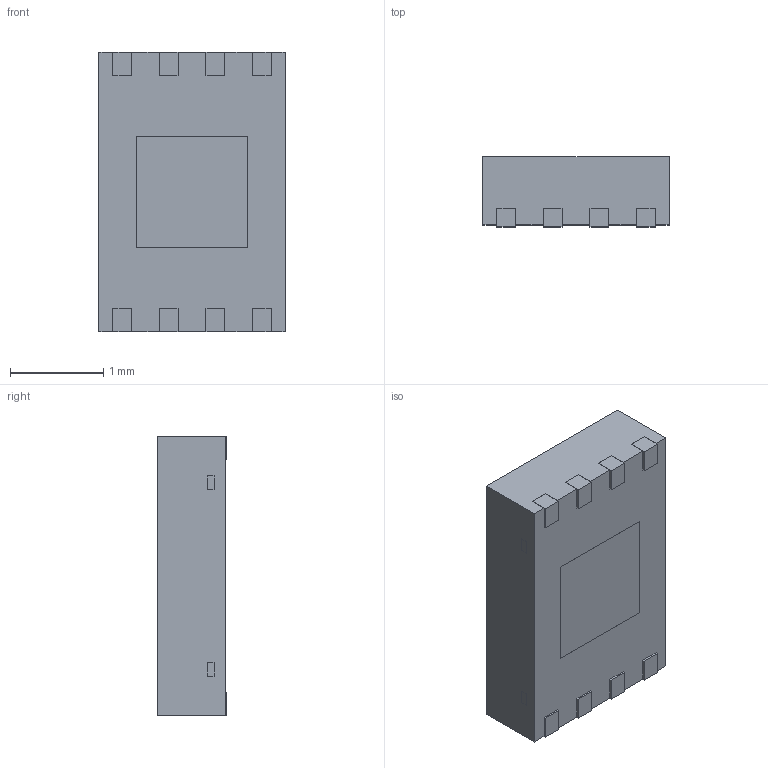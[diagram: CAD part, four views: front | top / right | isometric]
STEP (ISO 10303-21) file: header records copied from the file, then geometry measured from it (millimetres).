
FILE_DESCRIPTION (( 'STEP AP214' ), '1' );
FILE_NAME ('User Library-8-TDFN (2x3.STEP', '2018-11-19T11:59:18', ( '' ), ( '' ), 'SwSTEP 2.0', 'SolidWorks 2018', '' );
FILE_SCHEMA (( 'AUTOMOTIVE_DESIGN' ));
Length unit declared in the file: millimetre
Products named in the file (1): User Library-8-TDFN (2x3
Bounding box: 2 x 0.75 x 3 mm (x, y, z)
Volume: 4.4 mm3; surface area: 19.5 mm2
Topology: 1 solids, 1 shells, 181 faces, 489 edges, 326 vertices
Faces by surface type: plane 151, bspline 28, cylinder 2
Entity records: 7234 total; most frequent: CARTESIAN_POINT 2705, ORIENTED_EDGE 978, DIRECTION 745, EDGE_CURVE 489, LINE 429, VECTOR 429, VERTEX_POINT 326, EDGE_LOOP 197
